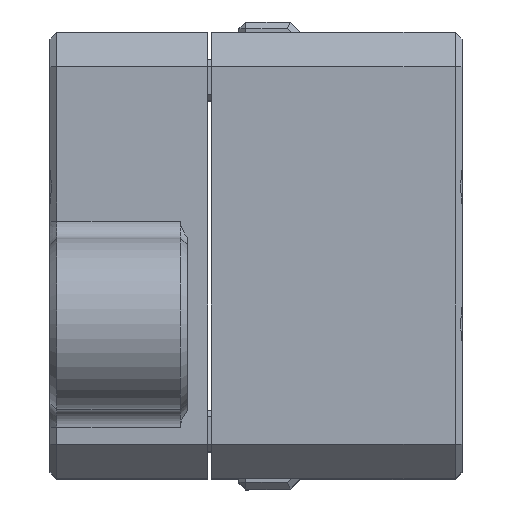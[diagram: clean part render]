
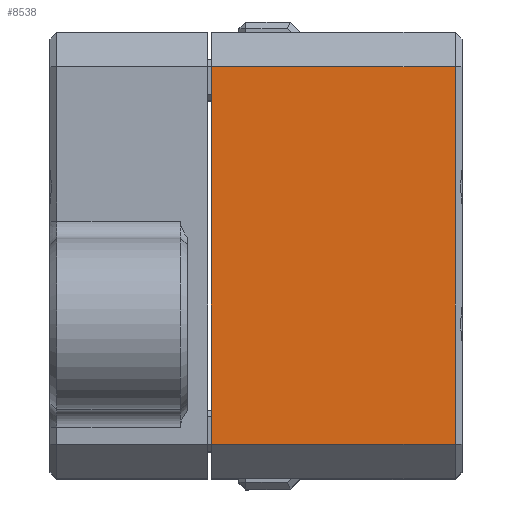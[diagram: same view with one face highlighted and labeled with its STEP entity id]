
A CAD part, top view. The second image highlights one B-rep face of the part: STEP entity #8538.
In plain terms, the highlighted planar face has unit normal (0, 0, 1).
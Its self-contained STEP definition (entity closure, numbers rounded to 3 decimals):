
#574=PLANE('',#9063);
#952=FACE_OUTER_BOUND('',#1474,.T.);
#1474=EDGE_LOOP('',(#7087,#7088,#7089,#7090));
#2056=LINE('',#15421,#2908);
#2131=LINE('',#15633,#2983);
#2194=LINE('',#15789,#3046);
#2204=LINE('',#15809,#3056);
#2908=VECTOR('',#9979,10.);
#2983=VECTOR('',#10160,10.);
#3046=VECTOR('',#10311,10.);
#3056=VECTOR('',#10341,10.);
#3937=VERTEX_POINT('',#15418);
#3938=VERTEX_POINT('',#15420);
#4012=VERTEX_POINT('',#15630);
#4013=VERTEX_POINT('',#15632);
#4890=EDGE_CURVE('',#3937,#3938,#2056,.T.);
#4991=EDGE_CURVE('',#4012,#4013,#2131,.T.);
#5072=EDGE_CURVE('',#3938,#4012,#2194,.T.);
#5082=EDGE_CURVE('',#4013,#3937,#2204,.T.);
#7087=ORIENTED_EDGE('',*,*,#5082,.F.);
#7088=ORIENTED_EDGE('',*,*,#4991,.F.);
#7089=ORIENTED_EDGE('',*,*,#5072,.F.);
#7090=ORIENTED_EDGE('',*,*,#4890,.F.);
#8538=ADVANCED_FACE('',(#952),#574,.T.);
#9063=AXIS2_PLACEMENT_3D('',#15933,#10473,#10474);
#9979=DIRECTION('',(0.,-1.,0.));
#10160=DIRECTION('',(0.,1.,0.));
#10311=DIRECTION('',(-1.,0.,0.));
#10341=DIRECTION('',(1.,0.,0.));
#10473=DIRECTION('center_axis',(0.,0.,1.));
#10474=DIRECTION('ref_axis',(1.,0.,0.));
#15418=CARTESIAN_POINT('',(36.658,24.,44.877));
#15420=CARTESIAN_POINT('',(36.658,2.,44.877));
#15421=CARTESIAN_POINT('',(36.658,0.,44.877));
#15630=CARTESIAN_POINT('',(22.458,2.,44.877));
#15632=CARTESIAN_POINT('',(22.458,24.,44.877));
#15633=CARTESIAN_POINT('',(22.458,6.5,44.877));
#15789=CARTESIAN_POINT('',(19.058,2.,44.877));
#15809=CARTESIAN_POINT('',(19.058,24.,44.877));
#15933=CARTESIAN_POINT('Origin',(13.058,0.,44.877));
